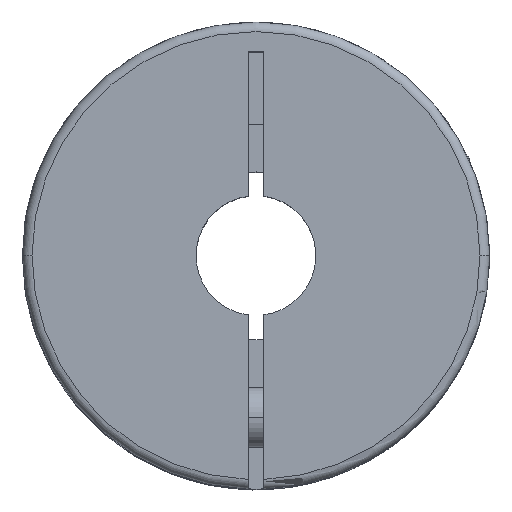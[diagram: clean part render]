
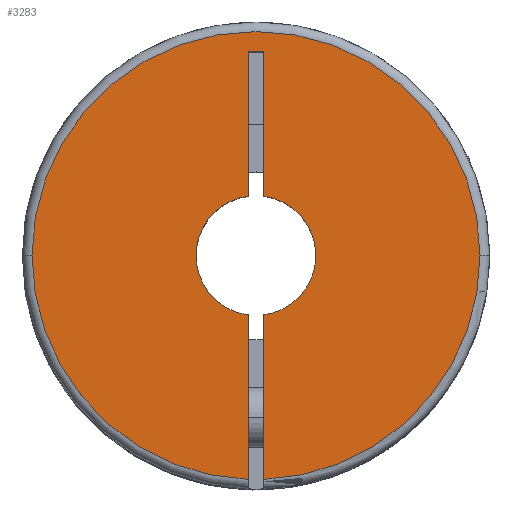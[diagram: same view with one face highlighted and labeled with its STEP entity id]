
A CAD part, top view. The second image highlights one B-rep face of the part: STEP entity #3283.
In plain terms, the highlighted planar face has unit normal (0, 0, 1).
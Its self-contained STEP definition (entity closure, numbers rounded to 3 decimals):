
#43 = VERTEX_POINT ( 'NONE', #2939 ) ;
#85 = ORIENTED_EDGE ( 'NONE', *, *, #484, .T. ) ;
#120 = CARTESIAN_POINT ( 'NONE',  ( -18.7, 0., 0. ) ) ;
#130 = VERTEX_POINT ( 'NONE', #1133 ) ;
#151 = FACE_OUTER_BOUND ( 'NONE', #508, .T. ) ;
#153 = CARTESIAN_POINT ( 'NONE',  ( 0.65, -19.5, 0. ) ) ;
#166 = CARTESIAN_POINT ( 'NONE',  ( 0.65, -19.5, 0. ) ) ;
#203 = VECTOR ( 'NONE', #3813, 1000. ) ;
#227 = CARTESIAN_POINT ( 'NONE',  ( -0.65, -4.958, 0. ) ) ;
#284 = ORIENTED_EDGE ( 'NONE', *, *, #3614, .F. ) ;
#291 = EDGE_CURVE ( 'NONE', #317, #378, #1901, .T. ) ;
#317 = VERTEX_POINT ( 'NONE', #3518 ) ;
#364 = ORIENTED_EDGE ( 'NONE', *, *, #2856, .F. ) ;
#378 = VERTEX_POINT ( 'NONE', #120 ) ;
#380 = CARTESIAN_POINT ( 'NONE',  ( 18.7, 0., 0. ) ) ;
#405 = DIRECTION ( 'NONE',  ( -1., 0., 0. ) ) ;
#484 = EDGE_CURVE ( 'NONE', #1237, #2851, #2680, .T. ) ;
#490 = CARTESIAN_POINT ( 'NONE',  ( 0., 0., 0. ) ) ;
#498 = LINE ( 'NONE', #166, #2997 ) ;
#500 = CARTESIAN_POINT ( 'NONE',  ( 0., 0., 0. ) ) ;
#502 = DIRECTION ( 'NONE',  ( -1., 0., 0. ) ) ;
#508 = EDGE_LOOP ( 'NONE', ( #1177, #364, #668, #85, #3932, #1296, #2464, #1075, #3635, #284, #1380 ) ) ;
#533 = AXIS2_PLACEMENT_3D ( 'NONE', #490, #2366, #3897 ) ;
#668 = ORIENTED_EDGE ( 'NONE', *, *, #1459, .T. ) ;
#746 = CARTESIAN_POINT ( 'NONE',  ( -0.65, 4.958, 0. ) ) ;
#789 = EDGE_CURVE ( 'NONE', #378, #2570, #1009, .T. ) ;
#809 = LINE ( 'NONE', #153, #2230 ) ;
#841 = EDGE_CURVE ( 'NONE', #2661, #1096, #809, .T. ) ;
#863 = DIRECTION ( 'NONE',  ( 0., 0., -1. ) ) ;
#948 = VERTEX_POINT ( 'NONE', #2697 ) ;
#998 = CIRCLE ( 'NONE', #1444, 5. ) ;
#1009 = CIRCLE ( 'NONE', #1199, 18.7 ) ;
#1042 = AXIS2_PLACEMENT_3D ( 'NONE', #500, #2030, #3267 ) ;
#1075 = ORIENTED_EDGE ( 'NONE', *, *, #2883, .T. ) ;
#1096 = VERTEX_POINT ( 'NONE', #1915 ) ;
#1133 = CARTESIAN_POINT ( 'NONE',  ( 0.65, 4.958, 0. ) ) ;
#1177 = ORIENTED_EDGE ( 'NONE', *, *, #291, .F. ) ;
#1199 = AXIS2_PLACEMENT_3D ( 'NONE', #3269, #2014, #502 ) ;
#1210 = EDGE_CURVE ( 'NONE', #130, #43, #498, .T. ) ;
#1237 = VERTEX_POINT ( 'NONE', #1722 ) ;
#1296 = ORIENTED_EDGE ( 'NONE', *, *, #2214, .F. ) ;
#1370 = CIRCLE ( 'NONE', #3569, 18.7 ) ;
#1380 = ORIENTED_EDGE ( 'NONE', *, *, #789, .F. ) ;
#1406 = PLANE ( 'NONE',  #1042 ) ;
#1441 = VERTEX_POINT ( 'NONE', #227 ) ;
#1444 = AXIS2_PLACEMENT_3D ( 'NONE', #3708, #2773, #3466 ) ;
#1459 = EDGE_CURVE ( 'NONE', #1441, #1237, #998, .T. ) ;
#1594 = DIRECTION ( 'NONE',  ( -1., 0., 0. ) ) ;
#1626 = CIRCLE ( 'NONE', #2073, 5. ) ;
#1632 = EDGE_CURVE ( 'NONE', #948, #2851, #2328, .T. ) ;
#1654 = CARTESIAN_POINT ( 'NONE',  ( 0., 0., 0. ) ) ;
#1722 = CARTESIAN_POINT ( 'NONE',  ( -5., 0., 0. ) ) ;
#1733 = CARTESIAN_POINT ( 'NONE',  ( -0.65, 17., 0. ) ) ;
#1835 = AXIS2_PLACEMENT_3D ( 'NONE', #4019, #863, #1924 ) ;
#1901 = CIRCLE ( 'NONE', #1835, 18.7 ) ;
#1915 = CARTESIAN_POINT ( 'NONE',  ( 0.65, -4.958, 0. ) ) ;
#1924 = DIRECTION ( 'NONE',  ( -1., 0., 0. ) ) ;
#2014 = DIRECTION ( 'NONE',  ( 0., 0., -1. ) ) ;
#2030 = DIRECTION ( 'NONE',  ( 0., 0., -1. ) ) ;
#2073 = AXIS2_PLACEMENT_3D ( 'NONE', #3869, #3204, #3223 ) ;
#2104 = VECTOR ( 'NONE', #405, 1000. ) ;
#2214 = EDGE_CURVE ( 'NONE', #43, #948, #2544, .T. ) ;
#2230 = VECTOR ( 'NONE', #2981, 1000. ) ;
#2299 = DIRECTION ( 'NONE',  ( 0., 1., 0. ) ) ;
#2328 = LINE ( 'NONE', #2575, #203 ) ;
#2336 = VECTOR ( 'NONE', #3506, 1000. ) ;
#2366 = DIRECTION ( 'NONE',  ( 0., 0., -1. ) ) ;
#2464 = ORIENTED_EDGE ( 'NONE', *, *, #1210, .F. ) ;
#2544 = LINE ( 'NONE', #3492, #2104 ) ;
#2568 = DIRECTION ( 'NONE',  ( 0., 0., -1. ) ) ;
#2570 = VERTEX_POINT ( 'NONE', #380 ) ;
#2575 = CARTESIAN_POINT ( 'NONE',  ( -0.65, 17., 0. ) ) ;
#2661 = VERTEX_POINT ( 'NONE', #2879 ) ;
#2680 = CIRCLE ( 'NONE', #533, 5. ) ;
#2697 = CARTESIAN_POINT ( 'NONE',  ( -0.65, 17., 0. ) ) ;
#2773 = DIRECTION ( 'NONE',  ( 0., 0., -1. ) ) ;
#2851 = VERTEX_POINT ( 'NONE', #746 ) ;
#2856 = EDGE_CURVE ( 'NONE', #1441, #317, #3277, .T. ) ;
#2879 = CARTESIAN_POINT ( 'NONE',  ( 0.65, -18.689, 0. ) ) ;
#2883 = EDGE_CURVE ( 'NONE', #130, #1096, #1626, .T. ) ;
#2939 = CARTESIAN_POINT ( 'NONE',  ( 0.65, 17., 0. ) ) ;
#2981 = DIRECTION ( 'NONE',  ( 0., 1., 0. ) ) ;
#2997 = VECTOR ( 'NONE', #2299, 1000. ) ;
#3204 = DIRECTION ( 'NONE',  ( 0., 0., -1. ) ) ;
#3223 = DIRECTION ( 'NONE',  ( -1., 0., 0. ) ) ;
#3267 = DIRECTION ( 'NONE',  ( 0., -1., 0. ) ) ;
#3269 = CARTESIAN_POINT ( 'NONE',  ( 0., 0., 0. ) ) ;
#3277 = LINE ( 'NONE', #1733, #2336 ) ;
#3283 = ADVANCED_FACE ( 'NONE', ( #151 ), #1406, .F. ) ;
#3466 = DIRECTION ( 'NONE',  ( -1., 0., 0. ) ) ;
#3492 = CARTESIAN_POINT ( 'NONE',  ( 0.65, 17., 0. ) ) ;
#3506 = DIRECTION ( 'NONE',  ( 0., -1., 0. ) ) ;
#3518 = CARTESIAN_POINT ( 'NONE',  ( -0.65, -18.689, 0. ) ) ;
#3569 = AXIS2_PLACEMENT_3D ( 'NONE', #1654, #2568, #1594 ) ;
#3614 = EDGE_CURVE ( 'NONE', #2570, #2661, #1370, .T. ) ;
#3635 = ORIENTED_EDGE ( 'NONE', *, *, #841, .F. ) ;
#3708 = CARTESIAN_POINT ( 'NONE',  ( 0., 0., 0. ) ) ;
#3813 = DIRECTION ( 'NONE',  ( 0., -1., 0. ) ) ;
#3869 = CARTESIAN_POINT ( 'NONE',  ( 0., 0., 0. ) ) ;
#3897 = DIRECTION ( 'NONE',  ( -1., 0., 0. ) ) ;
#3932 = ORIENTED_EDGE ( 'NONE', *, *, #1632, .F. ) ;
#4019 = CARTESIAN_POINT ( 'NONE',  ( 0., 0., 0. ) ) ;
